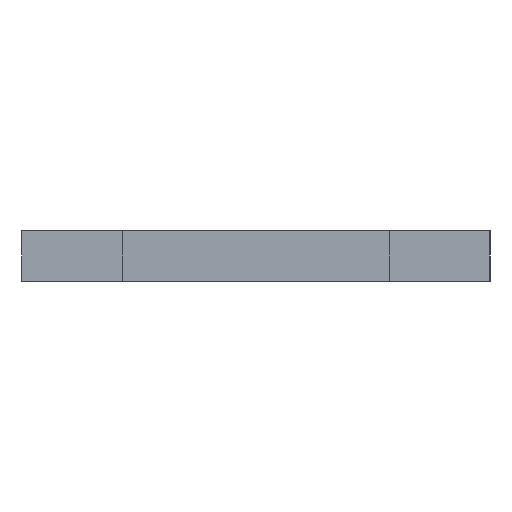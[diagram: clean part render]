
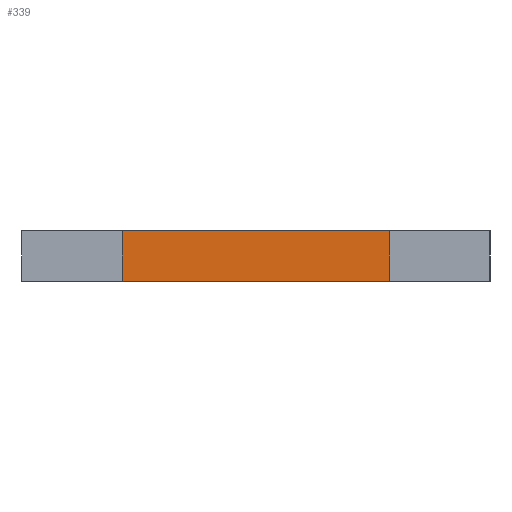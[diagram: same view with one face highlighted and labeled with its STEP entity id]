
A CAD part, left-side view. The second image highlights one B-rep face of the part: STEP entity #339.
In plain terms, the highlighted planar face has unit normal (-1, 0, 0).
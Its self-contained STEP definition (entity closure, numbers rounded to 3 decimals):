
#287=CARTESIAN_POINT('Vertex',(755.,-22.,3.)) ;
#290=CARTESIAN_POINT('Line Origine',(755.,-22.,1.5)) ;
#294=CARTESIAN_POINT('Vertex',(755.,-22.,0.)) ;
#309=CARTESIAN_POINT('Axis2P3D Location',(755.,-22.,0.)) ;
#314=CARTESIAN_POINT('Line Origine',(755.,-14.,3.)) ;
#318=CARTESIAN_POINT('Vertex',(755.,-6.,3.)) ;
#321=CARTESIAN_POINT('Line Origine',(755.,-6.,1.5)) ;
#325=CARTESIAN_POINT('Vertex',(755.,-6.,0.)) ;
#328=CARTESIAN_POINT('Line Origine',(755.,-14.,0.)) ;
#292=VECTOR('Line Direction',#291,1.) ;
#316=VECTOR('Line Direction',#315,1.) ;
#323=VECTOR('Line Direction',#322,1.) ;
#330=VECTOR('Line Direction',#329,1.) ;
#291=DIRECTION('Vector Direction',(0.,0.,1.)) ;
#310=DIRECTION('Axis2P3D Direction',(1.,0.,0.)) ;
#311=DIRECTION('Axis2P3D XDirection',(0.,1.,0.)) ;
#315=DIRECTION('Vector Direction',(0.,1.,0.)) ;
#322=DIRECTION('Vector Direction',(0.,0.,1.)) ;
#329=DIRECTION('Vector Direction',(0.,1.,0.)) ;
#312=AXIS2_PLACEMENT_3D('Plane Axis2P3D',#309,#310,#311) ;
#293=LINE('Line',#290,#292) ;
#317=LINE('Line',#314,#316) ;
#324=LINE('Line',#321,#323) ;
#331=LINE('Line',#328,#330) ;
#313=PLANE('',#312) ;
#296=EDGE_CURVE('',#295,#288,#293,.T.) ;
#320=EDGE_CURVE('',#288,#319,#317,.T.) ;
#327=EDGE_CURVE('',#326,#319,#324,.T.) ;
#332=EDGE_CURVE('',#295,#326,#331,.T.) ;
#334=ORIENTED_EDGE('',*,*,#320,.T.) ;
#335=ORIENTED_EDGE('',*,*,#327,.F.) ;
#336=ORIENTED_EDGE('',*,*,#332,.F.) ;
#337=ORIENTED_EDGE('',*,*,#296,.T.) ;
#333=EDGE_LOOP('',(#334,#335,#336,#337)) ;
#288=VERTEX_POINT('',#287) ;
#295=VERTEX_POINT('',#294) ;
#319=VERTEX_POINT('',#318) ;
#326=VERTEX_POINT('',#325) ;
#339=ADVANCED_FACE('PartBody',(#338),#313,.F.) ;
#338=FACE_OUTER_BOUND('',#333,.T.) ;
